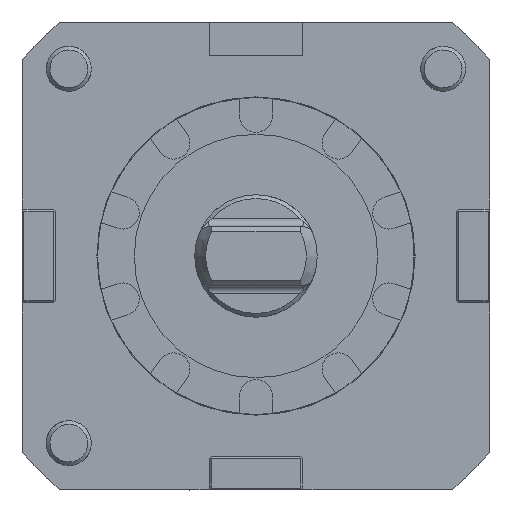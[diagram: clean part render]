
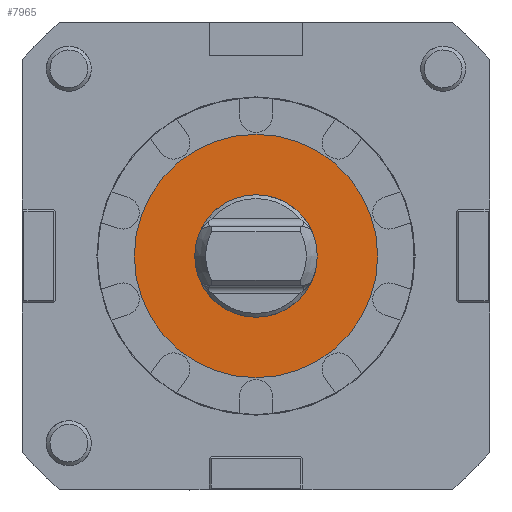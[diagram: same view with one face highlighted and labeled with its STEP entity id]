
A CAD part, front view. The second image highlights one B-rep face of the part: STEP entity #7965.
In plain terms, the highlighted planar face has unit normal (0, -1, 0).
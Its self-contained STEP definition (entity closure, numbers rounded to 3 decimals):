
#1231 = EDGE_LOOP ( 'NONE', ( #18398 ) ) ;
#4902 = DIRECTION ( 'NONE',  ( 1., 0., 0. ) ) ;
#5775 = ORIENTED_EDGE ( 'NONE', *, *, #7268, .F. ) ;
#7268 = EDGE_CURVE ( 'NONE', #21984, #21984, #24421, .T. ) ;
#7520 = EDGE_CURVE ( 'NONE', #21705, #21705, #26210, .T. ) ;
#7965 = ADVANCED_FACE ( 'Defeature completata1_200', ( #22277, #27075 ), #13908, .T. ) ;
#10184 = DIRECTION ( 'NONE',  ( 1., 0., 0. ) ) ;
#11651 = DIRECTION ( 'NONE',  ( 0., -1., 0. ) ) ;
#11724 = DIRECTION ( 'NONE',  ( -1., 0., 0. ) ) ;
#13908 = PLANE ( 'NONE',  #18578 ) ;
#15700 = DIRECTION ( 'NONE',  ( 0., 1., 0. ) ) ;
#16727 = AXIS2_PLACEMENT_3D ( 'NONE', #18268, #15700, #11724 ) ;
#18268 = CARTESIAN_POINT ( 'NONE',  ( 0., -100., 0. ) ) ;
#18398 = ORIENTED_EDGE ( 'NONE', *, *, #7520, .T. ) ;
#18578 = AXIS2_PLACEMENT_3D ( 'NONE', #24822, #11651, #4902 ) ;
#19251 = EDGE_LOOP ( 'NONE', ( #5775 ) ) ;
#21571 = CARTESIAN_POINT ( 'NONE',  ( -32.5, -100., 0. ) ) ;
#21705 = VERTEX_POINT ( 'NONE', #23705 ) ;
#21984 = VERTEX_POINT ( 'NONE', #21571 ) ;
#22277 = FACE_BOUND ( 'NONE', #1231, .T. ) ;
#23494 = CARTESIAN_POINT ( 'NONE',  ( 0., -100., 0. ) ) ;
#23522 = AXIS2_PLACEMENT_3D ( 'NONE', #23494, #27730, #10184 ) ;
#23705 = CARTESIAN_POINT ( 'NONE',  ( 16.35, -100., 0. ) ) ;
#24421 = CIRCLE ( 'NONE', #16727, 32.5 ) ;
#24822 = CARTESIAN_POINT ( 'NONE',  ( -32.5, -100., 0. ) ) ;
#26210 = CIRCLE ( 'NONE', #23522, 16.35 ) ;
#27075 = FACE_OUTER_BOUND ( 'NONE', #19251, .T. ) ;
#27730 = DIRECTION ( 'NONE',  ( 0., 1., 0. ) ) ;
